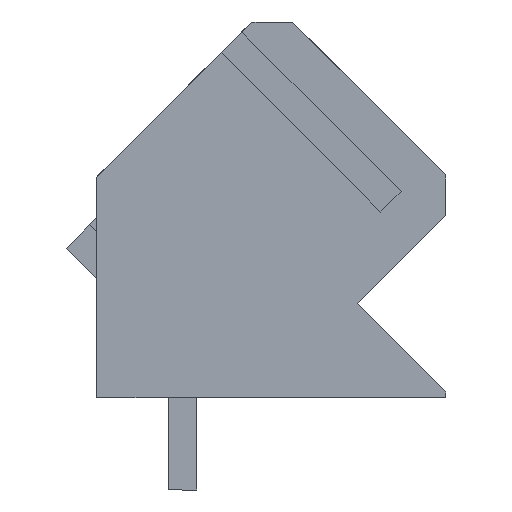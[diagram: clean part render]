
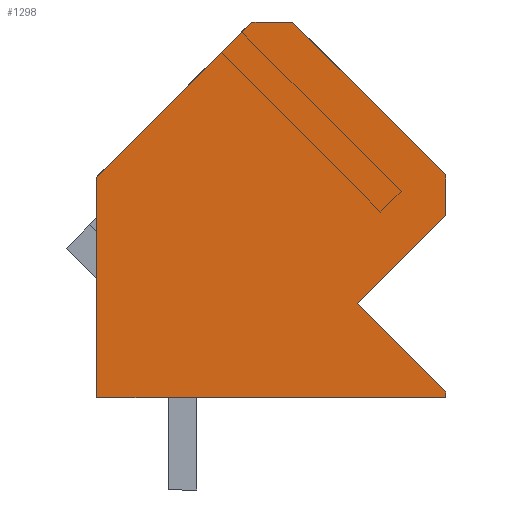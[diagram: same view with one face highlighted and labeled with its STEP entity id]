
A CAD part, left-side view. The second image highlights one B-rep face of the part: STEP entity #1298.
In plain terms, the highlighted planar face has unit normal (-1, 0, 0).
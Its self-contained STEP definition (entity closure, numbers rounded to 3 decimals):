
#1247=AXIS2_PLACEMENT_3D('Plane Axis2P3D',#1244,#1245,#1246) ;
#255=CARTESIAN_POINT('Vertex',(0.,5.303,16.228)) ;
#258=CARTESIAN_POINT('Line Origine',(0.,2.651,13.577)) ;
#262=CARTESIAN_POINT('Vertex',(0.,0.,10.925)) ;
#999=CARTESIAN_POINT('Vertex',(0.,12.092,10.853)) ;
#1002=CARTESIAN_POINT('Line Origine',(0.,9.405,13.541)) ;
#1006=CARTESIAN_POINT('Vertex',(0.,6.717,16.228)) ;
#1225=CARTESIAN_POINT('Line Origine',(0.,0.,10.218)) ;
#1229=CARTESIAN_POINT('Vertex',(0.,0.,9.511)) ;
#1244=CARTESIAN_POINT('Axis2P3D Location',(0.,13.152,0.)) ;
#1249=CARTESIAN_POINT('Line Origine',(0.,6.046,3.2)) ;
#1253=CARTESIAN_POINT('Vertex',(0.,12.092,3.2)) ;
#1255=CARTESIAN_POINT('Vertex',(0.,0.,3.2)) ;
#1258=CARTESIAN_POINT('Line Origine',(0.,0.,3.3)) ;
#1262=CARTESIAN_POINT('Vertex',(0.,0.,3.4)) ;
#1265=CARTESIAN_POINT('Line Origine',(0.,1.527,4.928)) ;
#1269=CARTESIAN_POINT('Vertex',(0.,3.055,6.455)) ;
#1272=CARTESIAN_POINT('Line Origine',(0.,1.527,7.983)) ;
#1277=CARTESIAN_POINT('Line Origine',(0.,6.01,16.228)) ;
#1282=CARTESIAN_POINT('Line Origine',(0.,12.092,7.027)) ;
#259=DIRECTION('Vector Direction',(0.,0.707,0.707)) ;
#1003=DIRECTION('Vector Direction',(0.,0.707,-0.707)) ;
#1226=DIRECTION('Vector Direction',(0.,0.,1.)) ;
#1245=DIRECTION('Axis2P3D Direction',(-1.,0.,0.)) ;
#1246=DIRECTION('Axis2P3D XDirection',(0.,-1.,0.)) ;
#1250=DIRECTION('Vector Direction',(0.,-1.,0.)) ;
#1259=DIRECTION('Vector Direction',(0.,0.,1.)) ;
#1266=DIRECTION('Vector Direction',(0.,0.707,0.707)) ;
#1273=DIRECTION('Vector Direction',(0.,-0.707,0.707)) ;
#1278=DIRECTION('Vector Direction',(0.,1.,0.)) ;
#1283=DIRECTION('Vector Direction',(0.,0.,-1.)) ;
#260=VECTOR('Line Direction',#259,1.) ;
#1004=VECTOR('Line Direction',#1003,1.) ;
#1227=VECTOR('Line Direction',#1226,1.) ;
#1251=VECTOR('Line Direction',#1250,1.) ;
#1260=VECTOR('Line Direction',#1259,1.) ;
#1267=VECTOR('Line Direction',#1266,1.) ;
#1274=VECTOR('Line Direction',#1273,1.) ;
#1279=VECTOR('Line Direction',#1278,1.) ;
#1284=VECTOR('Line Direction',#1283,1.) ;
#1288=ORIENTED_EDGE('',*,*,#1257,.T.) ;
#1289=ORIENTED_EDGE('',*,*,#1264,.T.) ;
#1290=ORIENTED_EDGE('',*,*,#1271,.T.) ;
#1291=ORIENTED_EDGE('',*,*,#1276,.T.) ;
#1292=ORIENTED_EDGE('',*,*,#1231,.T.) ;
#1293=ORIENTED_EDGE('',*,*,#264,.T.) ;
#1294=ORIENTED_EDGE('',*,*,#1281,.T.) ;
#1295=ORIENTED_EDGE('',*,*,#1008,.T.) ;
#1296=ORIENTED_EDGE('',*,*,#1286,.T.) ;
#1298=ADVANCED_FACE('HOUSING',(#1297),#1248,.T.) ;
#264=EDGE_CURVE('',#263,#256,#261,.T.) ;
#1008=EDGE_CURVE('',#1007,#1000,#1005,.T.) ;
#1231=EDGE_CURVE('',#1230,#263,#1228,.T.) ;
#1257=EDGE_CURVE('',#1254,#1256,#1252,.T.) ;
#1264=EDGE_CURVE('',#1256,#1263,#1261,.T.) ;
#1271=EDGE_CURVE('',#1263,#1270,#1268,.T.) ;
#1276=EDGE_CURVE('',#1270,#1230,#1275,.T.) ;
#1281=EDGE_CURVE('',#256,#1007,#1280,.T.) ;
#1286=EDGE_CURVE('',#1000,#1254,#1285,.T.) ;
#1287=EDGE_LOOP('',(#1288,#1289,#1290,#1291,#1292,#1293,#1294,#1295,#1296)) ;
#1297=FACE_OUTER_BOUND('',#1287,.T.) ;
#261=LINE('Line',#258,#260) ;
#1005=LINE('Line',#1002,#1004) ;
#1228=LINE('Line',#1225,#1227) ;
#1252=LINE('Line',#1249,#1251) ;
#1261=LINE('Line',#1258,#1260) ;
#1268=LINE('Line',#1265,#1267) ;
#1275=LINE('Line',#1272,#1274) ;
#1280=LINE('Line',#1277,#1279) ;
#1285=LINE('Line',#1282,#1284) ;
#1248=PLANE('',#1247) ;
#256=VERTEX_POINT('',#255) ;
#263=VERTEX_POINT('',#262) ;
#1000=VERTEX_POINT('',#999) ;
#1007=VERTEX_POINT('',#1006) ;
#1230=VERTEX_POINT('',#1229) ;
#1254=VERTEX_POINT('',#1253) ;
#1256=VERTEX_POINT('',#1255) ;
#1263=VERTEX_POINT('',#1262) ;
#1270=VERTEX_POINT('',#1269) ;
